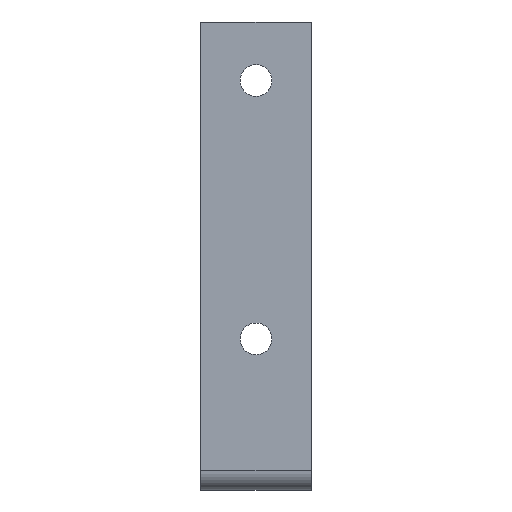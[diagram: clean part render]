
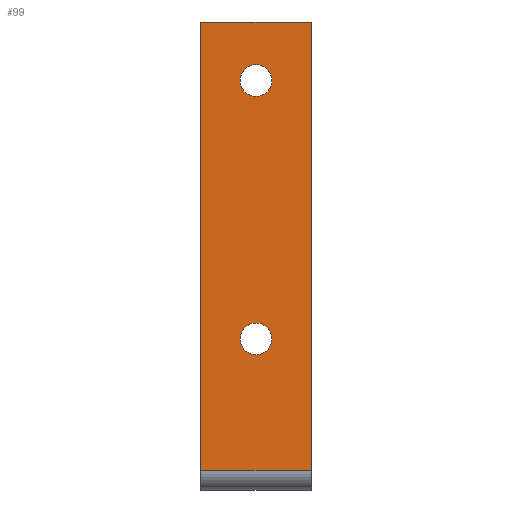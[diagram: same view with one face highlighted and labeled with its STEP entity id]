
A CAD part, left-side view. The second image highlights one B-rep face of the part: STEP entity #99.
In plain terms, the highlighted planar face has unit normal (-1, 0, 0).
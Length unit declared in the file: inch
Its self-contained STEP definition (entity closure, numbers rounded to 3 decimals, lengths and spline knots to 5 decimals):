
#2 = ORIENTED_EDGE ( 'NONE', *, *, #210, .F. ) ;
#17 = EDGE_LOOP ( 'NONE', ( #2, #463 ) ) ;
#22 = CIRCLE ( 'NONE', #369, 0.085 ) ;
#30 = DIRECTION ( 'NONE',  ( 0., 0., -1. ) ) ;
#33 = DIRECTION ( 'NONE',  ( 0., 0., 1. ) ) ;
#34 = DIRECTION ( 'NONE',  ( 1., 0., 0. ) ) ;
#40 = EDGE_LOOP ( 'NONE', ( #754, #522, #75, #413 ) ) ;
#59 = EDGE_CURVE ( 'NONE', #743, #85, #105, .T. ) ;
#64 = CARTESIAN_POINT ( 'NONE',  ( -0.035, 0.295, 0.07 ) ) ;
#75 = ORIENTED_EDGE ( 'NONE', *, *, #554, .T. ) ;
#79 = VECTOR ( 'NONE', #415, 39.37008 ) ;
#85 = VERTEX_POINT ( 'NONE', #575 ) ;
#97 = CARTESIAN_POINT ( 'NONE',  ( -0.035, 0.295, 2.465 ) ) ;
#99 = ADVANCED_FACE ( 'NONE', ( #547, #205, #642 ), #378, .F. ) ;
#101 = DIRECTION ( 'NONE',  ( 0., 0., -1. ) ) ;
#105 = CIRCLE ( 'NONE', #195, 0.085 ) ;
#125 = DIRECTION ( 'NONE',  ( 0., -1., 0. ) ) ;
#152 = VERTEX_POINT ( 'NONE', #864 ) ;
#162 = LINE ( 'NONE', #733, #79 ) ;
#169 = CARTESIAN_POINT ( 'NONE',  ( -0.035, -0.295, 2.465 ) ) ;
#195 = AXIS2_PLACEMENT_3D ( 'NONE', #854, #845, #587 ) ;
#205 = FACE_BOUND ( 'NONE', #17, .T. ) ;
#210 = EDGE_CURVE ( 'NONE', #152, #806, #491, .T. ) ;
#213 = EDGE_LOOP ( 'NONE', ( #732, #359 ) ) ;
#218 = AXIS2_PLACEMENT_3D ( 'NONE', #720, #710, #340 ) ;
#238 = VECTOR ( 'NONE', #125, 39.37008 ) ;
#240 = DIRECTION ( 'NONE',  ( -1., 0., 0. ) ) ;
#267 = CARTESIAN_POINT ( 'NONE',  ( -0.035, 0.295, 2.465 ) ) ;
#270 = AXIS2_PLACEMENT_3D ( 'NONE', #579, #240, #101 ) ;
#291 = LINE ( 'NONE', #97, #563 ) ;
#298 = VERTEX_POINT ( 'NONE', #64 ) ;
#340 = DIRECTION ( 'NONE',  ( 0., 0., -1. ) ) ;
#352 = LINE ( 'NONE', #870, #238 ) ;
#359 = ORIENTED_EDGE ( 'NONE', *, *, #59, .F. ) ;
#361 = EDGE_CURVE ( 'NONE', #298, #701, #162, .T. ) ;
#369 = AXIS2_PLACEMENT_3D ( 'NONE', #846, #643, #30 ) ;
#378 = PLANE ( 'NONE',  #517 ) ;
#384 = VERTEX_POINT ( 'NONE', #692 ) ;
#391 = CIRCLE ( 'NONE', #270, 0.085 ) ;
#411 = EDGE_CURVE ( 'NONE', #701, #608, #291, .T. ) ;
#413 = ORIENTED_EDGE ( 'NONE', *, *, #411, .F. ) ;
#415 = DIRECTION ( 'NONE',  ( 0., 0., 1. ) ) ;
#428 = DIRECTION ( 'NONE',  ( 0., -1., 0. ) ) ;
#444 = CARTESIAN_POINT ( 'NONE',  ( -0.035, -0.295, 2.465 ) ) ;
#447 = CARTESIAN_POINT ( 'NONE',  ( -0.035, 0.295, 2.465 ) ) ;
#463 = ORIENTED_EDGE ( 'NONE', *, *, #567, .F. ) ;
#467 = CARTESIAN_POINT ( 'NONE',  ( -0.035, 0., 2.237 ) ) ;
#491 = CIRCLE ( 'NONE', #218, 0.085 ) ;
#513 = DIRECTION ( 'NONE',  ( 0., 0., -1. ) ) ;
#517 = AXIS2_PLACEMENT_3D ( 'NONE', #447, #34, #513 ) ;
#522 = ORIENTED_EDGE ( 'NONE', *, *, #684, .T. ) ;
#547 = FACE_BOUND ( 'NONE', #213, .T. ) ;
#548 = EDGE_CURVE ( 'NONE', #85, #743, #391, .T. ) ;
#554 = EDGE_CURVE ( 'NONE', #384, #608, #688, .T. ) ;
#563 = VECTOR ( 'NONE', #428, 39.37008 ) ;
#567 = EDGE_CURVE ( 'NONE', #806, #152, #22, .T. ) ;
#575 = CARTESIAN_POINT ( 'NONE',  ( -0.035, 0., 2.067 ) ) ;
#579 = CARTESIAN_POINT ( 'NONE',  ( -0.035, 0., 2.152 ) ) ;
#587 = DIRECTION ( 'NONE',  ( 0., 0., -1. ) ) ;
#608 = VERTEX_POINT ( 'NONE', #169 ) ;
#642 = FACE_OUTER_BOUND ( 'NONE', #40, .T. ) ;
#643 = DIRECTION ( 'NONE',  ( -1., 0., 0. ) ) ;
#673 = VECTOR ( 'NONE', #33, 39.37008 ) ;
#684 = EDGE_CURVE ( 'NONE', #298, #384, #352, .T. ) ;
#688 = LINE ( 'NONE', #444, #673 ) ;
#692 = CARTESIAN_POINT ( 'NONE',  ( -0.035, -0.295, 0.07 ) ) ;
#701 = VERTEX_POINT ( 'NONE', #267 ) ;
#710 = DIRECTION ( 'NONE',  ( -1., 0., 0. ) ) ;
#720 = CARTESIAN_POINT ( 'NONE',  ( -0.035, 0., 0.772 ) ) ;
#732 = ORIENTED_EDGE ( 'NONE', *, *, #548, .F. ) ;
#733 = CARTESIAN_POINT ( 'NONE',  ( -0.035, 0.295, 2.465 ) ) ;
#743 = VERTEX_POINT ( 'NONE', #467 ) ;
#754 = ORIENTED_EDGE ( 'NONE', *, *, #361, .F. ) ;
#806 = VERTEX_POINT ( 'NONE', #847 ) ;
#845 = DIRECTION ( 'NONE',  ( -1., 0., 0. ) ) ;
#846 = CARTESIAN_POINT ( 'NONE',  ( -0.035, 0., 0.772 ) ) ;
#847 = CARTESIAN_POINT ( 'NONE',  ( -0.035, 0., 0.857 ) ) ;
#854 = CARTESIAN_POINT ( 'NONE',  ( -0.035, 0., 2.152 ) ) ;
#864 = CARTESIAN_POINT ( 'NONE',  ( -0.035, 0., 0.687 ) ) ;
#870 = CARTESIAN_POINT ( 'NONE',  ( -0.035, 0.295, 0.07 ) ) ;
